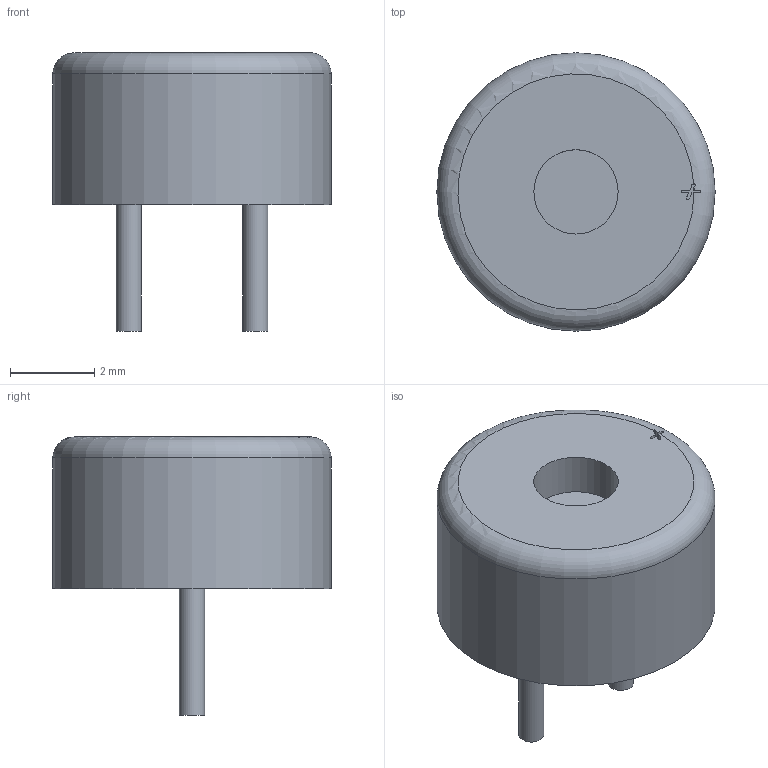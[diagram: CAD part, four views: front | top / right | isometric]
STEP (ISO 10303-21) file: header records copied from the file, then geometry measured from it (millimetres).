
FILE_DESCRIPTION(('STEP AP214'), '1');
FILE_NAME('PB-0627PE-01', '2023-09-29T06:54:30', ('admin'), (''), 'ASCON STEP Converter 1.3', 'ASCON Math Kernel', '');
FILE_SCHEMA(('AUTOMOTIVE_DESIGN { 1 0 10303 214 3 1 1}'));
Length unit declared in the file: millimetre
Products named in the file (1): 1
Bounding box: 6.6 x 6.6 x 6.6 mm (x, y, z)
Volume: 120.6 mm3; surface area: 157.7 mm2
Topology: 1 solids, 1 shells, 147 faces, 425 edges, 283 vertices
Faces by surface type: plane 141, cylinder 5, torus 1
Full cylindrical faces by diameter (mm): 0.6 x2, 2 x1, 6.6 x1
Entity records: 4930 total; most frequent: CARTESIAN_POINT 1101, ORIENTED_EDGE 840, DIRECTION 669, EDGE_CURVE 420, LINE 349, VECTOR 349, VERTEX_POINT 283, AXIS2_PLACEMENT_3D 160
